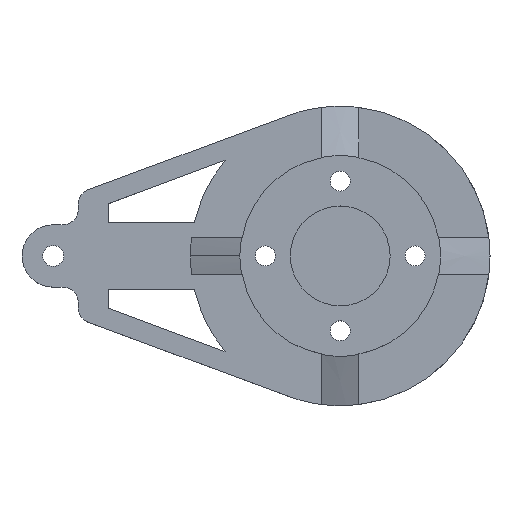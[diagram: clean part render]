
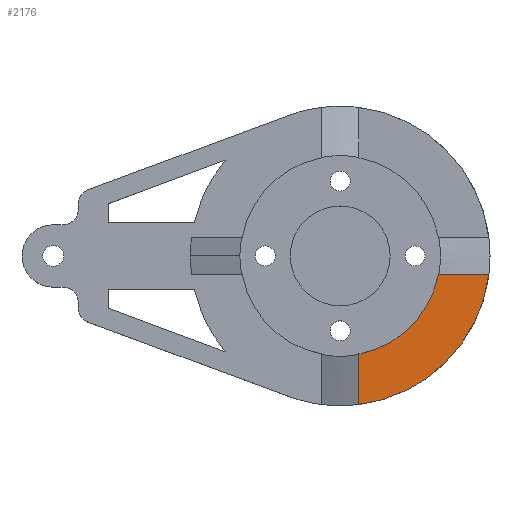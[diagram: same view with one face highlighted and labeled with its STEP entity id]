
A CAD part, top view. The second image highlights one B-rep face of the part: STEP entity #2176.
In plain terms, the highlighted planar face has unit normal (0, 0, 1).
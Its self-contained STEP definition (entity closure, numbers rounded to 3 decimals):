
#12 = DIRECTION ( 'NONE',  ( -1., 0., 0. ) ) ;
#29 = FACE_OUTER_BOUND ( 'NONE', #1769, .T. ) ;
#125 = ORIENTED_EDGE ( 'NONE', *, *, #1355, .F. ) ;
#154 = EDGE_CURVE ( 'NONE', #1374, #1500, #1085, .T. ) ;
#243 = VECTOR ( 'NONE', #521, 1000. ) ;
#309 = DIRECTION ( 'NONE',  ( 0., 0., 1. ) ) ;
#323 = DIRECTION ( 'NONE',  ( 1., 0., 0. ) ) ;
#424 = EDGE_CURVE ( 'NONE', #2056, #1879, #465, .T. ) ;
#465 = LINE ( 'NONE', #1975, #1732 ) ;
#521 = DIRECTION ( 'NONE',  ( 0., 1., 0. ) ) ;
#577 = EDGE_CURVE ( 'NONE', #1879, #1374, #821, .T. ) ;
#698 = CIRCLE ( 'NONE', #2407, 40. ) ;
#821 = CIRCLE ( 'NONE', #2243, 60. ) ;
#1085 = LINE ( 'NONE', #2078, #243 ) ;
#1089 = CARTESIAN_POINT ( 'NONE',  ( 59.529, -7.5, 0. ) ) ;
#1097 = CARTESIAN_POINT ( 'NONE',  ( 7.5, -59.529, 0. ) ) ;
#1174 = CARTESIAN_POINT ( 'NONE',  ( 7.5, -39.291, 0. ) ) ;
#1189 = DIRECTION ( 'NONE',  ( 0., 0., -1. ) ) ;
#1199 = DIRECTION ( 'NONE',  ( -1., 0., 0. ) ) ;
#1255 = ORIENTED_EDGE ( 'NONE', *, *, #154, .F. ) ;
#1355 = EDGE_CURVE ( 'NONE', #1500, #2056, #698, .T. ) ;
#1374 = VERTEX_POINT ( 'NONE', #1097 ) ;
#1495 = CARTESIAN_POINT ( 'NONE',  ( 0., 0., 0. ) ) ;
#1500 = VERTEX_POINT ( 'NONE', #1174 ) ;
#1655 = CARTESIAN_POINT ( 'NONE',  ( 39.291, -7.5, 0. ) ) ;
#1732 = VECTOR ( 'NONE', #1790, 1000. ) ;
#1769 = EDGE_LOOP ( 'NONE', ( #1255, #1937, #1969, #125 ) ) ;
#1790 = DIRECTION ( 'NONE',  ( 1., 0., 0. ) ) ;
#1879 = VERTEX_POINT ( 'NONE', #1089 ) ;
#1903 = CARTESIAN_POINT ( 'NONE',  ( 0., 0., 0. ) ) ;
#1933 = DIRECTION ( 'NONE',  ( 0., 0., -1. ) ) ;
#1937 = ORIENTED_EDGE ( 'NONE', *, *, #577, .F. ) ;
#1969 = ORIENTED_EDGE ( 'NONE', *, *, #424, .F. ) ;
#1975 = CARTESIAN_POINT ( 'NONE',  ( 39.291, -7.5, 0. ) ) ;
#2056 = VERTEX_POINT ( 'NONE', #1655 ) ;
#2078 = CARTESIAN_POINT ( 'NONE',  ( 7.5, -39.291, 0. ) ) ;
#2081 = CARTESIAN_POINT ( 'NONE',  ( 0., 0., 0. ) ) ;
#2176 = ADVANCED_FACE ( 'NONE', ( #29 ), #2300, .F. ) ;
#2243 = AXIS2_PLACEMENT_3D ( 'NONE', #2081, #1933, #12 ) ;
#2300 = PLANE ( 'NONE',  #2426 ) ;
#2407 = AXIS2_PLACEMENT_3D ( 'NONE', #1495, #309, #323 ) ;
#2426 = AXIS2_PLACEMENT_3D ( 'NONE', #1903, #1189, #1199 ) ;
